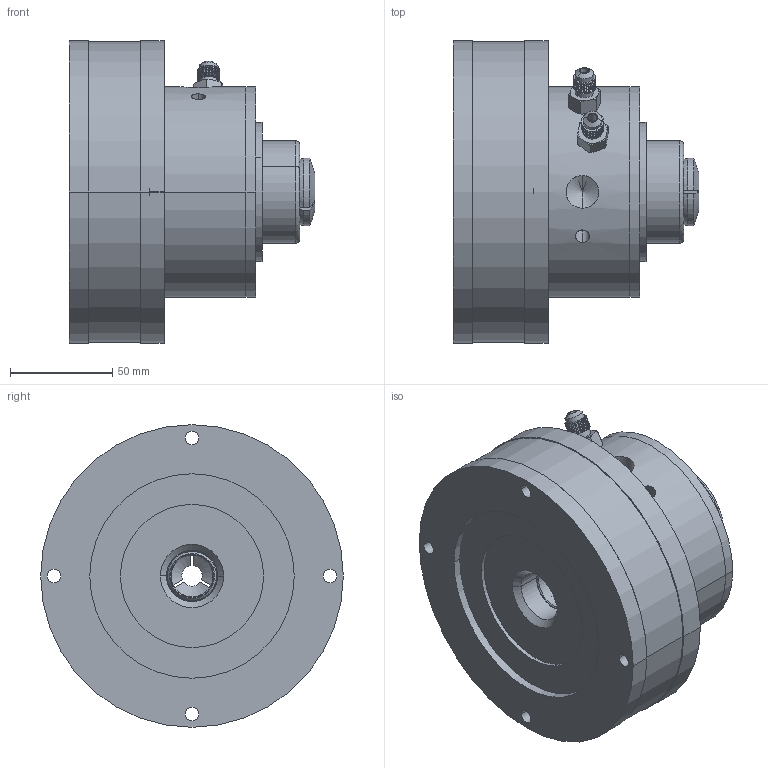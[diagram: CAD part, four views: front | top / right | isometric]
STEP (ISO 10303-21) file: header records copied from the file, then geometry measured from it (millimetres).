
FILE_DESCRIPTION (( 'STEP AP214' ), '1' );
FILE_NAME ('GHL-20+YB-20.STEP', '2024-10-31T09:40:52', ( '' ), ( '' ), 'SwSTEP 2.0', 'SolidWorks 2023', '' );
FILE_SCHEMA (( 'AUTOMOTIVE_DESIGN' ));
Length unit declared in the file: millimetre
Products named in the file (3): GHL-20+YB-20; YB-20; GHL-20
Assembly tree (2 placements, depth 2):
  GHL-20+YB-20
    GHL-20
    YB-20
Bounding box: 120.3 x 148 x 148 mm (x, y, z)
Volume: 1131250.5 mm3; surface area: 121941.2 mm2
Topology: 5 solids, 5 shells, 376 faces, 978 edges, 632 vertices
Faces by surface type: cylinder 163, plane 106, cone 44, bspline 37, torus 26
Full cylindrical faces by diameter (mm): 20.5 x1, 24 x1
Entity records: 27831 total; most frequent: CARTESIAN_POINT 18555, ORIENTED_EDGE 1938, DIRECTION 1531, EDGE_CURVE 969, VERTEX_POINT 630, AXIS2_PLACEMENT_3D 596, EDGE_LOOP 421, FACE_OUTER_BOUND 378
